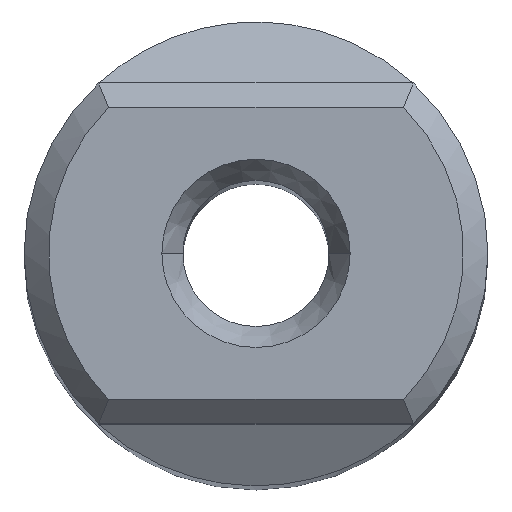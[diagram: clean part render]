
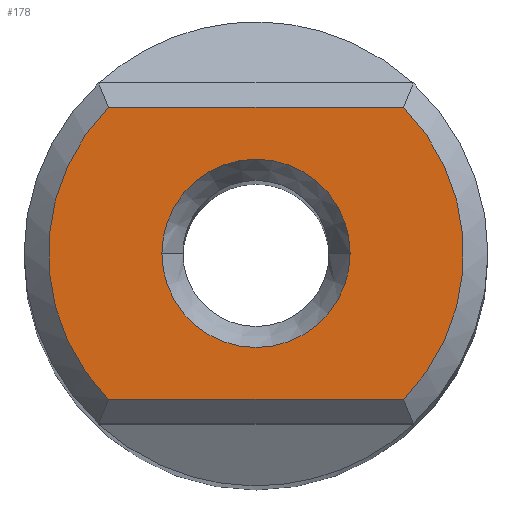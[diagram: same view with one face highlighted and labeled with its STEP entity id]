
A CAD part, top view. The second image highlights one B-rep face of the part: STEP entity #178.
In plain terms, the highlighted planar face has unit normal (0, 0, 1).
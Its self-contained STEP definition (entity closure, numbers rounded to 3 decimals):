
#110=LINE('',#1010,#142);
#111=LINE('',#1031,#143);
#142=VECTOR('',#808,1.);
#143=VECTOR('',#817,1.);
#178=ADVANCED_FACE('',(#214,#215),#206,.F.);
#206=PLANE('',#682);
#214=FACE_BOUND('',#235,.T.);
#215=FACE_BOUND('',#236,.T.);
#235=EDGE_LOOP('',(#330,#331,#332,#333));
#236=EDGE_LOOP('',(#334,#335));
#330=ORIENTED_EDGE('',*,*,#526,.F.);
#331=ORIENTED_EDGE('',*,*,#516,.F.);
#332=ORIENTED_EDGE('',*,*,#519,.F.);
#333=ORIENTED_EDGE('',*,*,#522,.F.);
#334=ORIENTED_EDGE('',*,*,#527,.F.);
#335=ORIENTED_EDGE('',*,*,#528,.F.);
#454=VERTEX_POINT('',#1011);
#455=VERTEX_POINT('',#1012);
#456=VERTEX_POINT('',#1023);
#458=VERTEX_POINT('',#1032);
#460=VERTEX_POINT('',#1044);
#461=VERTEX_POINT('',#1045);
#516=EDGE_CURVE('',#454,#455,#110,.T.);
#519=EDGE_CURVE('',#456,#454,#591,.T.);
#522=EDGE_CURVE('',#458,#456,#111,.T.);
#526=EDGE_CURVE('',#455,#458,#594,.T.);
#527=EDGE_CURVE('',#460,#461,#595,.T.);
#528=EDGE_CURVE('',#461,#460,#596,.T.);
#591=CIRCLE('',#673,8.525);
#594=CIRCLE('',#678,8.525);
#595=CIRCLE('',#680,3.866);
#596=CIRCLE('',#681,3.866);
#673=AXIS2_PLACEMENT_3D('',#1022,#811,#812);
#678=AXIS2_PLACEMENT_3D('',#1041,#823,#824);
#680=AXIS2_PLACEMENT_3D('',#1043,#827,#828);
#681=AXIS2_PLACEMENT_3D('',#1046,#829,#830);
#682=AXIS2_PLACEMENT_3D('',#1047,#831,#832);
#808=DIRECTION('',(-1.,0.,0.));
#811=DIRECTION('',(0.,0.,-1.));
#812=DIRECTION('',(0.71,0.704,0.));
#817=DIRECTION('',(1.,0.,0.));
#823=DIRECTION('',(0.,0.,-1.));
#824=DIRECTION('',(-0.71,-0.704,0.));
#827=DIRECTION('',(0.,0.,1.));
#828=DIRECTION('',(1.,0.,0.));
#829=DIRECTION('',(0.,0.,1.));
#830=DIRECTION('',(-1.,0.,0.));
#831=DIRECTION('',(0.,0.,-1.));
#832=DIRECTION('',(-1.,0.,0.));
#1010=CARTESIAN_POINT('',(6.056,-6.,0.));
#1011=CARTESIAN_POINT('',(6.056,-6.,0.));
#1012=CARTESIAN_POINT('',(-6.056,-6.,0.));
#1022=CARTESIAN_POINT('',(0.,0.,0.));
#1023=CARTESIAN_POINT('',(6.056,6.,0.));
#1031=CARTESIAN_POINT('',(-6.056,6.,0.));
#1032=CARTESIAN_POINT('',(-6.056,6.,0.));
#1041=CARTESIAN_POINT('',(0.,0.,0.));
#1043=CARTESIAN_POINT('',(0.,0.,0.));
#1044=CARTESIAN_POINT('',(3.866,0.,0.));
#1045=CARTESIAN_POINT('',(-3.866,0.,0.));
#1046=CARTESIAN_POINT('',(0.,0.,0.));
#1047=CARTESIAN_POINT('',(0.,0.,0.));
